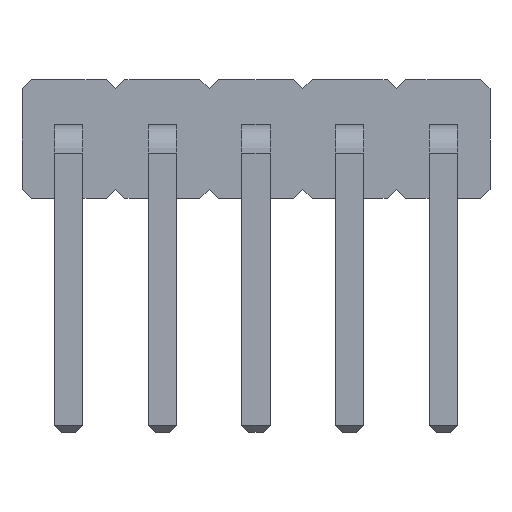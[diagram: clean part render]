
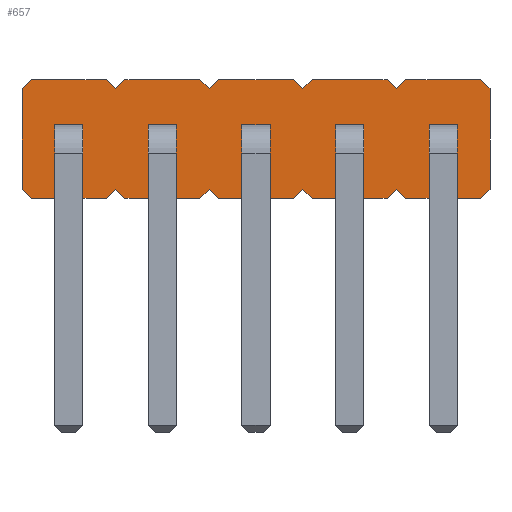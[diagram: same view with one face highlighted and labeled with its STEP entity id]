
A CAD part, left-side view. The second image highlights one B-rep face of the part: STEP entity #657.
In plain terms, the highlighted planar face has unit normal (-1, 0, 0).
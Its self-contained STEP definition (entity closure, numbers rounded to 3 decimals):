
#13=DIRECTION('',(0.,0.,1.));
#22=VERTEX_POINT('',#23);
#23=CARTESIAN_POINT('',(0.25,0.5,0.1));
#34=VECTOR('',#35,1.);
#35=DIRECTION('',(0.,-0.707,-0.707));
#38=VERTEX_POINT('',#39);
#39=CARTESIAN_POINT('',(0.25,0.4,0.));
#42=EDGE_CURVE('',#22,#38,#43,.T.);
#43=LINE('',#23,#34);
#46=DIRECTION('',(0.,0.707,-0.707));
#56=VECTOR('',#57,1.);
#57=DIRECTION('',(0.,-1.,0.));
#60=VERTEX_POINT('',#61);
#61=CARTESIAN_POINT('',(0.25,-0.4,0.));
#64=EDGE_CURVE('',#38,#60,#65,.T.);
#65=LINE('',#39,#56);
#78=VECTOR('',#79,1.);
#79=DIRECTION('',(0.,-0.707,0.707));
#82=VERTEX_POINT('',#83);
#83=CARTESIAN_POINT('',(0.25,-0.5,0.1));
#86=EDGE_CURVE('',#60,#82,#87,.T.);
#87=LINE('',#61,#78);
#102=VERTEX_POINT('',#103);
#103=CARTESIAN_POINT('',(0.25,-0.6,0.));
#106=EDGE_CURVE('',#82,#102,#107,.T.);
#107=LINE('',#83,#34);
#121=VERTEX_POINT('',#122);
#122=CARTESIAN_POINT('',(0.25,-1.4,0.));
#125=EDGE_CURVE('',#102,#121,#126,.T.);
#126=LINE('',#103,#56);
#140=VERTEX_POINT('',#141);
#141=CARTESIAN_POINT('',(0.25,-1.5,0.1));
#144=EDGE_CURVE('',#121,#140,#145,.T.);
#145=LINE('',#122,#78);
#160=VERTEX_POINT('',#161);
#161=CARTESIAN_POINT('',(0.25,-1.6,0.));
#164=EDGE_CURVE('',#140,#160,#165,.T.);
#165=LINE('',#166,#34);
#166=CARTESIAN_POINT('',(0.25,-1.5,0.1));
#181=VERTEX_POINT('',#182);
#182=CARTESIAN_POINT('',(0.25,-2.4,0.));
#185=EDGE_CURVE('',#160,#181,#186,.T.);
#186=LINE('',#187,#56);
#187=CARTESIAN_POINT('',(0.25,-1.6,0.));
#201=VERTEX_POINT('',#202);
#202=CARTESIAN_POINT('',(0.25,-2.5,0.1));
#205=EDGE_CURVE('',#181,#201,#206,.T.);
#206=LINE('',#182,#78);
#221=VERTEX_POINT('',#222);
#222=CARTESIAN_POINT('',(0.25,-2.6,0.));
#225=EDGE_CURVE('',#201,#221,#226,.T.);
#226=LINE('',#227,#34);
#227=CARTESIAN_POINT('',(0.25,-2.5,0.1));
#242=VERTEX_POINT('',#243);
#243=CARTESIAN_POINT('',(0.25,-3.4,0.));
#246=EDGE_CURVE('',#221,#242,#247,.T.);
#247=LINE('',#248,#56);
#248=CARTESIAN_POINT('',(0.25,-2.6,0.));
#262=VERTEX_POINT('',#263);
#263=CARTESIAN_POINT('',(0.25,-3.5,0.1));
#266=EDGE_CURVE('',#242,#262,#267,.T.);
#267=LINE('',#243,#78);
#282=VERTEX_POINT('',#283);
#283=CARTESIAN_POINT('',(0.25,-3.6,0.));
#286=EDGE_CURVE('',#262,#282,#287,.T.);
#287=LINE('',#288,#34);
#288=CARTESIAN_POINT('',(0.25,-3.5,0.1));
#303=VERTEX_POINT('',#304);
#304=CARTESIAN_POINT('',(0.25,-4.4,0.));
#307=EDGE_CURVE('',#282,#303,#308,.T.);
#308=LINE('',#309,#56);
#309=CARTESIAN_POINT('',(0.25,-3.6,0.));
#323=VERTEX_POINT('',#324);
#324=CARTESIAN_POINT('',(0.25,-4.5,0.1));
#327=EDGE_CURVE('',#303,#323,#328,.T.);
#328=LINE('',#304,#78);
#340=VECTOR('',#13,1.);
#343=VERTEX_POINT('',#344);
#344=CARTESIAN_POINT('',(0.25,-4.5,1.17));
#347=EDGE_CURVE('',#323,#343,#348,.T.);
#348=LINE('',#324,#340);
#360=VECTOR('',#361,1.);
#361=DIRECTION('',(0.,0.707,0.707));
#364=VERTEX_POINT('',#365);
#365=CARTESIAN_POINT('',(0.25,-4.4,1.27));
#368=EDGE_CURVE('',#343,#364,#369,.T.);
#369=LINE('',#344,#360);
#381=VECTOR('',#382,1.);
#382=DIRECTION('',(0.,1.,0.));
#385=VERTEX_POINT('',#386);
#386=CARTESIAN_POINT('',(0.25,-3.6,1.27));
#389=EDGE_CURVE('',#364,#385,#390,.T.);
#390=LINE('',#365,#381);
#402=VECTOR('',#46,1.);
#405=VERTEX_POINT('',#406);
#406=CARTESIAN_POINT('',(0.25,-3.5,1.17));
#409=EDGE_CURVE('',#385,#405,#410,.T.);
#410=LINE('',#386,#402);
#424=VERTEX_POINT('',#425);
#425=CARTESIAN_POINT('',(0.25,-3.4,1.27));
#428=EDGE_CURVE('',#405,#424,#429,.T.);
#429=LINE('',#406,#360);
#443=VERTEX_POINT('',#444);
#444=CARTESIAN_POINT('',(0.25,-2.6,1.27));
#447=EDGE_CURVE('',#424,#443,#448,.T.);
#448=LINE('',#425,#381);
#462=VERTEX_POINT('',#463);
#463=CARTESIAN_POINT('',(0.25,-2.5,1.17));
#466=EDGE_CURVE('',#443,#462,#467,.T.);
#467=LINE('',#444,#402);
#481=VERTEX_POINT('',#482);
#482=CARTESIAN_POINT('',(0.25,-2.4,1.27));
#485=EDGE_CURVE('',#462,#481,#486,.T.);
#486=LINE('',#463,#360);
#500=VERTEX_POINT('',#501);
#501=CARTESIAN_POINT('',(0.25,-1.6,1.27));
#504=EDGE_CURVE('',#481,#500,#505,.T.);
#505=LINE('',#482,#381);
#519=VERTEX_POINT('',#520);
#520=CARTESIAN_POINT('',(0.25,-1.5,1.17));
#523=EDGE_CURVE('',#500,#519,#524,.T.);
#524=LINE('',#501,#402);
#538=VERTEX_POINT('',#539);
#539=CARTESIAN_POINT('',(0.25,-1.4,1.27));
#542=EDGE_CURVE('',#519,#538,#543,.T.);
#543=LINE('',#520,#360);
#557=VERTEX_POINT('',#558);
#558=CARTESIAN_POINT('',(0.25,-0.6,1.27));
#561=EDGE_CURVE('',#538,#557,#562,.T.);
#562=LINE('',#539,#381);
#576=VERTEX_POINT('',#577);
#577=CARTESIAN_POINT('',(0.25,-0.5,1.17));
#580=EDGE_CURVE('',#557,#576,#581,.T.);
#581=LINE('',#558,#402);
#595=VERTEX_POINT('',#596);
#596=CARTESIAN_POINT('',(0.25,-0.4,1.27));
#599=EDGE_CURVE('',#576,#595,#600,.T.);
#600=LINE('',#577,#360);
#614=VERTEX_POINT('',#615);
#615=CARTESIAN_POINT('',(0.25,0.4,1.27));
#618=EDGE_CURVE('',#595,#614,#619,.T.);
#619=LINE('',#596,#381);
#633=VERTEX_POINT('',#634);
#634=CARTESIAN_POINT('',(0.25,0.5,1.17));
#637=EDGE_CURVE('',#614,#633,#638,.T.);
#638=LINE('',#615,#402);
#648=VECTOR('',#649,1.);
#649=DIRECTION('',(0.,0.,-1.));
#652=EDGE_CURVE('',#633,#22,#653,.T.);
#653=LINE('',#634,#648);
#657=ADVANCED_FACE('',(#658),#692,.T.);
#658=FACE_BOUND('',#659,.T.);
#659=EDGE_LOOP('',(#660,#661,#662,#663,#664,#665,#666,#667,#668,#669,#670,#671,#672,#673,#674,#675,#676,#677,#678,#679,#680,#681,#682,#683,#684,#685,#686,#687,#688,#689,#690,#691));
#660=ORIENTED_EDGE('',*,*,#42,.T.);
#661=ORIENTED_EDGE('',*,*,#64,.T.);
#662=ORIENTED_EDGE('',*,*,#86,.T.);
#663=ORIENTED_EDGE('',*,*,#106,.T.);
#664=ORIENTED_EDGE('',*,*,#125,.T.);
#665=ORIENTED_EDGE('',*,*,#144,.T.);
#666=ORIENTED_EDGE('',*,*,#164,.T.);
#667=ORIENTED_EDGE('',*,*,#185,.T.);
#668=ORIENTED_EDGE('',*,*,#205,.T.);
#669=ORIENTED_EDGE('',*,*,#225,.T.);
#670=ORIENTED_EDGE('',*,*,#246,.T.);
#671=ORIENTED_EDGE('',*,*,#266,.T.);
#672=ORIENTED_EDGE('',*,*,#286,.T.);
#673=ORIENTED_EDGE('',*,*,#307,.T.);
#674=ORIENTED_EDGE('',*,*,#327,.T.);
#675=ORIENTED_EDGE('',*,*,#347,.T.);
#676=ORIENTED_EDGE('',*,*,#368,.T.);
#677=ORIENTED_EDGE('',*,*,#389,.T.);
#678=ORIENTED_EDGE('',*,*,#409,.T.);
#679=ORIENTED_EDGE('',*,*,#428,.T.);
#680=ORIENTED_EDGE('',*,*,#447,.T.);
#681=ORIENTED_EDGE('',*,*,#466,.T.);
#682=ORIENTED_EDGE('',*,*,#485,.T.);
#683=ORIENTED_EDGE('',*,*,#504,.T.);
#684=ORIENTED_EDGE('',*,*,#523,.T.);
#685=ORIENTED_EDGE('',*,*,#542,.T.);
#686=ORIENTED_EDGE('',*,*,#561,.T.);
#687=ORIENTED_EDGE('',*,*,#580,.T.);
#688=ORIENTED_EDGE('',*,*,#599,.T.);
#689=ORIENTED_EDGE('',*,*,#618,.T.);
#690=ORIENTED_EDGE('',*,*,#637,.T.);
#691=ORIENTED_EDGE('',*,*,#652,.T.);
#692=PLANE('',#693);
#693=AXIS2_PLACEMENT_3D('',#694,#695,#696);
#694=CARTESIAN_POINT('',(0.25,-2.,0.635));
#695=DIRECTION('',(-1.,-0.,-0.));
#696=DIRECTION('',(0.,0.,-1.));
